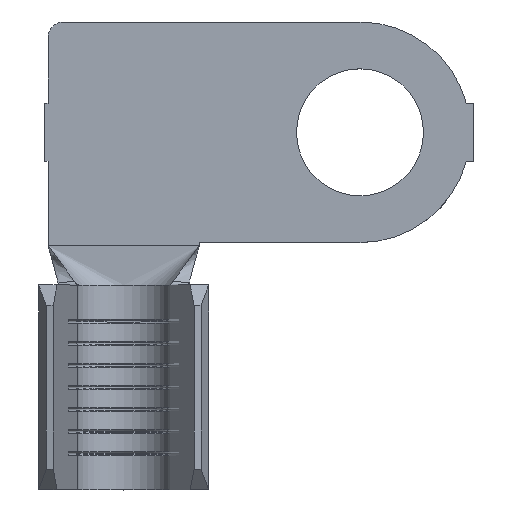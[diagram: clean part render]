
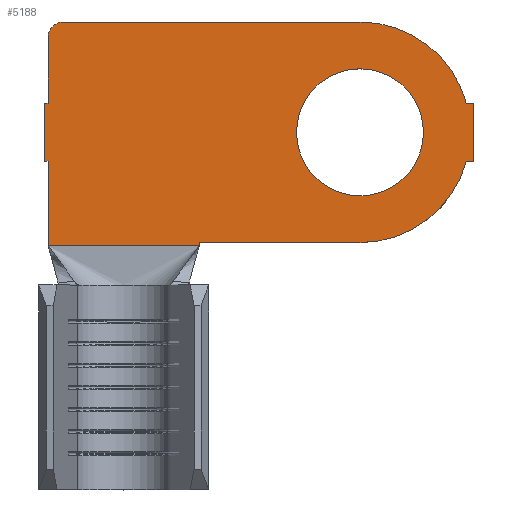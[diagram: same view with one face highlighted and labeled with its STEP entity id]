
A CAD part, top view. The second image highlights one B-rep face of the part: STEP entity #5188.
In plain terms, the highlighted planar face has unit normal (0, 0, 1).
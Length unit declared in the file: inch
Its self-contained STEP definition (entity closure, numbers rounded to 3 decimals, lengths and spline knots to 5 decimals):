
#16 = VECTOR ( 'NONE', #4128, 39.37008 ) ;
#42 = VECTOR ( 'NONE', #1278, 39.37008 ) ;
#261 = LINE ( 'NONE', #584, #4643 ) ;
#394 = LINE ( 'NONE', #4391, #3047 ) ;
#402 = VECTOR ( 'NONE', #3281, 39.37008 ) ;
#408 = CARTESIAN_POINT ( 'NONE',  ( -0.99, 0.0925, 0.06 ) ) ;
#458 = EDGE_CURVE ( 'NONE', #6547, #2525, #960, .T. ) ;
#473 = VERTEX_POINT ( 'NONE', #659 ) ;
#562 = CARTESIAN_POINT ( 'NONE',  ( -1., -0.0925, 0.06 ) ) ;
#568 = EDGE_CURVE ( 'NONE', #2211, #4223, #634, .T. ) ;
#584 = CARTESIAN_POINT ( 'NONE',  ( -0.51, -0.35, 0.06 ) ) ;
#606 = VERTEX_POINT ( 'NONE', #793 ) ;
#634 = LINE ( 'NONE', #2819, #1705 ) ;
#659 = CARTESIAN_POINT ( 'NONE',  ( 0., 0.35, 0.06 ) ) ;
#671 = DIRECTION ( 'NONE',  ( 0., 0., 1. ) ) ;
#692 = CARTESIAN_POINT ( 'NONE',  ( -0.51, -0.35, 0.06 ) ) ;
#793 = CARTESIAN_POINT ( 'NONE',  ( 0.36, -0.0925, 0.06 ) ) ;
#857 = VERTEX_POINT ( 'NONE', #1551 ) ;
#919 = LINE ( 'NONE', #6513, #3391 ) ;
#937 = LINE ( 'NONE', #562, #6415 ) ;
#960 = CIRCLE ( 'NONE', #3523, 0.35 ) ;
#1143 = ORIENTED_EDGE ( 'NONE', *, *, #1204, .T. ) ;
#1185 = DIRECTION ( 'NONE',  ( 0., 0., 1. ) ) ;
#1204 = EDGE_CURVE ( 'NONE', #857, #473, #4591, .T. ) ;
#1215 = ORIENTED_EDGE ( 'NONE', *, *, #3891, .F. ) ;
#1222 = VERTEX_POINT ( 'NONE', #2855 ) ;
#1242 = ORIENTED_EDGE ( 'NONE', *, *, #4043, .T. ) ;
#1255 = EDGE_CURVE ( 'NONE', #3538, #3995, #1633, .T. ) ;
#1270 = FACE_BOUND ( 'NONE', #2106, .T. ) ;
#1278 = DIRECTION ( 'NONE',  ( 0., -1., 0. ) ) ;
#1289 = LINE ( 'NONE', #4429, #42 ) ;
#1494 = CARTESIAN_POINT ( 'NONE',  ( 0., 0., 0.06 ) ) ;
#1499 = CARTESIAN_POINT ( 'NONE',  ( 0.33756, 0.0925, 0.06 ) ) ;
#1526 = ORIENTED_EDGE ( 'NONE', *, *, #2818, .T. ) ;
#1531 = ORIENTED_EDGE ( 'NONE', *, *, #2767, .T. ) ;
#1551 = CARTESIAN_POINT ( 'NONE',  ( 0.33756, 0.0925, 0.06 ) ) ;
#1633 = CIRCLE ( 'NONE', #5413, 0.2015 ) ;
#1673 = ORIENTED_EDGE ( 'NONE', *, *, #3337, .T. ) ;
#1677 = CARTESIAN_POINT ( 'NONE',  ( -0.51, -0.36, 0.06 ) ) ;
#1690 = DIRECTION ( 'NONE',  ( 0., 0., 1. ) ) ;
#1705 = VECTOR ( 'NONE', #6546, 39.37008 ) ;
#1706 = EDGE_CURVE ( 'NONE', #4223, #2151, #2115, .T. ) ;
#1782 = ORIENTED_EDGE ( 'NONE', *, *, #5353, .T. ) ;
#1821 = EDGE_CURVE ( 'NONE', #6618, #2450, #1289, .T. ) ;
#1859 = DIRECTION ( 'NONE',  ( 0., 0., 1. ) ) ;
#1942 = AXIS2_PLACEMENT_3D ( 'NONE', #5046, #1859, #5574 ) ;
#2024 = DIRECTION ( 'NONE',  ( 0., 0., -1. ) ) ;
#2063 = CARTESIAN_POINT ( 'NONE',  ( -1., 0.0925, 0.06 ) ) ;
#2106 = EDGE_LOOP ( 'NONE', ( #4276, #1215 ) ) ;
#2115 = LINE ( 'NONE', #5933, #4765 ) ;
#2151 = VERTEX_POINT ( 'NONE', #1677 ) ;
#2211 = VERTEX_POINT ( 'NONE', #3350 ) ;
#2224 = VECTOR ( 'NONE', #4676, 39.37008 ) ;
#2265 = ORIENTED_EDGE ( 'NONE', *, *, #5715, .T. ) ;
#2267 = DIRECTION ( 'NONE',  ( -1., 0., 0. ) ) ;
#2285 = DIRECTION ( 'NONE',  ( 0., 1., 0. ) ) ;
#2348 = CARTESIAN_POINT ( 'NONE',  ( 0., 0., 0.06 ) ) ;
#2450 = VERTEX_POINT ( 'NONE', #408 ) ;
#2525 = VERTEX_POINT ( 'NONE', #3641 ) ;
#2757 = DIRECTION ( 'NONE',  ( 1., 0., 0. ) ) ;
#2767 = EDGE_CURVE ( 'NONE', #2450, #4199, #919, .T. ) ;
#2814 = DIRECTION ( 'NONE',  ( 0., 1., 0. ) ) ;
#2816 = CARTESIAN_POINT ( 'NONE',  ( 0.33756, -0.0925, 0.06 ) ) ;
#2818 = EDGE_CURVE ( 'NONE', #2525, #606, #3229, .T. ) ;
#2819 = CARTESIAN_POINT ( 'NONE',  ( -0.99, -0.0925, 0.06 ) ) ;
#2855 = CARTESIAN_POINT ( 'NONE',  ( 0.36, 0.0925, 0.06 ) ) ;
#2880 = DIRECTION ( 'NONE',  ( 1., 0., 0. ) ) ;
#3041 = CIRCLE ( 'NONE', #1942, 0.2015 ) ;
#3047 = VECTOR ( 'NONE', #2814, 39.37008 ) ;
#3212 = ORIENTED_EDGE ( 'NONE', *, *, #1821, .T. ) ;
#3229 = LINE ( 'NONE', #2816, #402 ) ;
#3281 = DIRECTION ( 'NONE',  ( 1., 0., 0. ) ) ;
#3282 = EDGE_LOOP ( 'NONE', ( #3829, #5520, #3212, #1531, #1242, #4271, #5533, #5131, #1673, #1782, #4225, #1526, #6269, #2265, #1143 ) ) ;
#3337 = EDGE_CURVE ( 'NONE', #2151, #3527, #5876, .T. ) ;
#3350 = CARTESIAN_POINT ( 'NONE',  ( -0.99, -0.0925, 0.06 ) ) ;
#3355 = EDGE_CURVE ( 'NONE', #606, #1222, #394, .T. ) ;
#3391 = VECTOR ( 'NONE', #2267, 39.37008 ) ;
#3441 = CARTESIAN_POINT ( 'NONE',  ( -0.99, 0.35, 0.06 ) ) ;
#3489 = VERTEX_POINT ( 'NONE', #3957 ) ;
#3523 = AXIS2_PLACEMENT_3D ( 'NONE', #4861, #1690, #5406 ) ;
#3527 = VERTEX_POINT ( 'NONE', #4741 ) ;
#3538 = VERTEX_POINT ( 'NONE', #3674 ) ;
#3641 = CARTESIAN_POINT ( 'NONE',  ( 0.33756, -0.0925, 0.06 ) ) ;
#3674 = CARTESIAN_POINT ( 'NONE',  ( -0.2015, 0., 0.06 ) ) ;
#3823 = CARTESIAN_POINT ( 'NONE',  ( -0.94, 0.3, 0.06 ) ) ;
#3829 = ORIENTED_EDGE ( 'NONE', *, *, #4971, .T. ) ;
#3836 = LINE ( 'NONE', #3441, #5077 ) ;
#3891 = EDGE_CURVE ( 'NONE', #3995, #3538, #3041, .T. ) ;
#3905 = FACE_OUTER_BOUND ( 'NONE', #3282, .T. ) ;
#3957 = CARTESIAN_POINT ( 'NONE',  ( -1., -0.0925, 0.06 ) ) ;
#3967 = AXIS2_PLACEMENT_3D ( 'NONE', #4326, #1185, #4884 ) ;
#3968 = DIRECTION ( 'NONE',  ( -1., 0., 0. ) ) ;
#3995 = VERTEX_POINT ( 'NONE', #4576 ) ;
#4043 = EDGE_CURVE ( 'NONE', #4199, #3489, #6619, .T. ) ;
#4128 = DIRECTION ( 'NONE',  ( -1., 0., 0. ) ) ;
#4136 = CARTESIAN_POINT ( 'NONE',  ( -1., 0.0925, 0.06 ) ) ;
#4199 = VERTEX_POINT ( 'NONE', #2063 ) ;
#4223 = VERTEX_POINT ( 'NONE', #4744 ) ;
#4225 = ORIENTED_EDGE ( 'NONE', *, *, #458, .T. ) ;
#4264 = DIRECTION ( 'NONE',  ( 1., 0., 0. ) ) ;
#4271 = ORIENTED_EDGE ( 'NONE', *, *, #5803, .T. ) ;
#4276 = ORIENTED_EDGE ( 'NONE', *, *, #1255, .F. ) ;
#4326 = CARTESIAN_POINT ( 'NONE',  ( 0., 0., 0.06 ) ) ;
#4343 = DIRECTION ( 'NONE',  ( -1., 0., 0. ) ) ;
#4391 = CARTESIAN_POINT ( 'NONE',  ( 0.36, 0.0925, 0.06 ) ) ;
#4429 = CARTESIAN_POINT ( 'NONE',  ( -0.99, 0.35, 0.06 ) ) ;
#4442 = VECTOR ( 'NONE', #2285, 39.37008 ) ;
#4576 = CARTESIAN_POINT ( 'NONE',  ( 0.2015, 0., 0.06 ) ) ;
#4591 = CIRCLE ( 'NONE', #3967, 0.35 ) ;
#4643 = VECTOR ( 'NONE', #4264, 39.37008 ) ;
#4656 = PLANE ( 'NONE',  #5749 ) ;
#4676 = DIRECTION ( 'NONE',  ( 0., -1., 0. ) ) ;
#4700 = CARTESIAN_POINT ( 'NONE',  ( -0.99, 0.3, 0.06 ) ) ;
#4741 = CARTESIAN_POINT ( 'NONE',  ( -0.51, -0.35, 0.06 ) ) ;
#4744 = CARTESIAN_POINT ( 'NONE',  ( -0.99, -0.36, 0.06 ) ) ;
#4765 = VECTOR ( 'NONE', #2757, 39.37008 ) ;
#4861 = CARTESIAN_POINT ( 'NONE',  ( 0., 0., 0.06 ) ) ;
#4884 = DIRECTION ( 'NONE',  ( -1., 0., 0. ) ) ;
#4971 = EDGE_CURVE ( 'NONE', #473, #6668, #3836, .T. ) ;
#5046 = CARTESIAN_POINT ( 'NONE',  ( 0., 0., 0.06 ) ) ;
#5077 = VECTOR ( 'NONE', #3968, 39.37008 ) ;
#5131 = ORIENTED_EDGE ( 'NONE', *, *, #1706, .T. ) ;
#5188 = ADVANCED_FACE ( 'NONE', ( #3905, #1270 ), #4656, .F. ) ;
#5340 = DIRECTION ( 'NONE',  ( 1., 0., 0. ) ) ;
#5347 = CARTESIAN_POINT ( 'NONE',  ( -0.94, 0.35, 0.06 ) ) ;
#5353 = EDGE_CURVE ( 'NONE', #3527, #6547, #261, .T. ) ;
#5406 = DIRECTION ( 'NONE',  ( -1., 0., 0. ) ) ;
#5413 = AXIS2_PLACEMENT_3D ( 'NONE', #2348, #6049, #2880 ) ;
#5491 = LINE ( 'NONE', #1499, #16 ) ;
#5520 = ORIENTED_EDGE ( 'NONE', *, *, #6714, .T. ) ;
#5533 = ORIENTED_EDGE ( 'NONE', *, *, #568, .T. ) ;
#5574 = DIRECTION ( 'NONE',  ( 1., 0., 0. ) ) ;
#5715 = EDGE_CURVE ( 'NONE', #1222, #857, #5491, .T. ) ;
#5737 = DIRECTION ( 'NONE',  ( -1., 0., 0. ) ) ;
#5749 = AXIS2_PLACEMENT_3D ( 'NONE', #1494, #2024, #5737 ) ;
#5803 = EDGE_CURVE ( 'NONE', #3489, #2211, #937, .T. ) ;
#5876 = LINE ( 'NONE', #692, #4442 ) ;
#5933 = CARTESIAN_POINT ( 'NONE',  ( -0.99, -0.36, 0.06 ) ) ;
#6049 = DIRECTION ( 'NONE',  ( 0., 0., 1. ) ) ;
#6261 = CARTESIAN_POINT ( 'NONE',  ( 0., -0.35, 0.06 ) ) ;
#6269 = ORIENTED_EDGE ( 'NONE', *, *, #3355, .T. ) ;
#6300 = AXIS2_PLACEMENT_3D ( 'NONE', #3823, #671, #4343 ) ;
#6415 = VECTOR ( 'NONE', #5340, 39.37008 ) ;
#6509 = CIRCLE ( 'NONE', #6300, 0.05 ) ;
#6513 = CARTESIAN_POINT ( 'NONE',  ( -1., 0.0925, 0.06 ) ) ;
#6546 = DIRECTION ( 'NONE',  ( 0., -1., 0. ) ) ;
#6547 = VERTEX_POINT ( 'NONE', #6261 ) ;
#6618 = VERTEX_POINT ( 'NONE', #4700 ) ;
#6619 = LINE ( 'NONE', #4136, #2224 ) ;
#6668 = VERTEX_POINT ( 'NONE', #5347 ) ;
#6714 = EDGE_CURVE ( 'NONE', #6668, #6618, #6509, .T. ) ;
